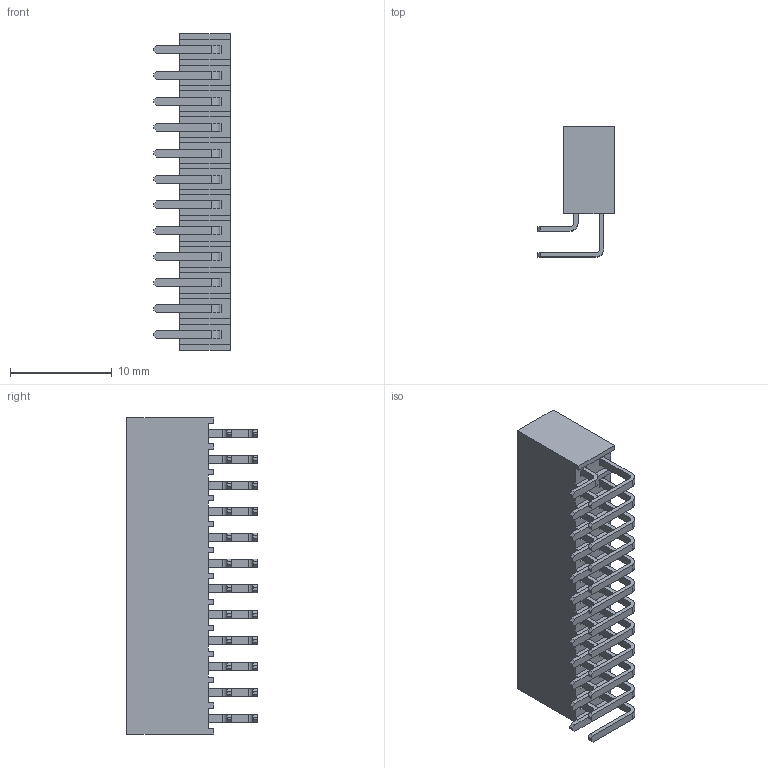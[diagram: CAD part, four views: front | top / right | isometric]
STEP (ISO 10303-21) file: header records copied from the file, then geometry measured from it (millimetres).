
FILE_DESCRIPTION (( 'STEP AP203' ), '1' );
FILE_NAME ('SSW-112-02-X-D-RA.step', '2013-01-04T01:26:09', ( 'Test' ), ( 'SAMTEC' ), 'SwSTEP 2.0', 'SolidWorks 2010', '' );
FILE_SCHEMA (( 'CONFIG_CONTROL_DESIGN' ));
Length unit declared in the file: inch
Products named in the file (1): SSW-112-02-X-D-RA
Bounding box: 7.49 x 12.78 x 30.99 mm (x, y, z)
Volume: 1189 mm3; surface area: 1993.8 mm2
Topology: 1 solids, 1 shells, 726 faces, 1836 edges, 1160 vertices
Faces by surface type: plane 678, cylinder 48
Entity records: 21259 total; most frequent: CARTESIAN_POINT 3723, ORIENTED_EDGE 3672, DIRECTION 3386, EDGE_CURVE 1836, VECTOR 1740, LINE 1740, VERTEX_POINT 1160, AXIS2_PLACEMENT_3D 823
